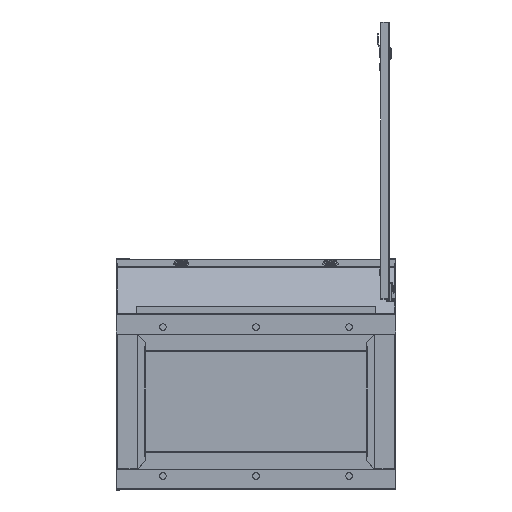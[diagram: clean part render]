
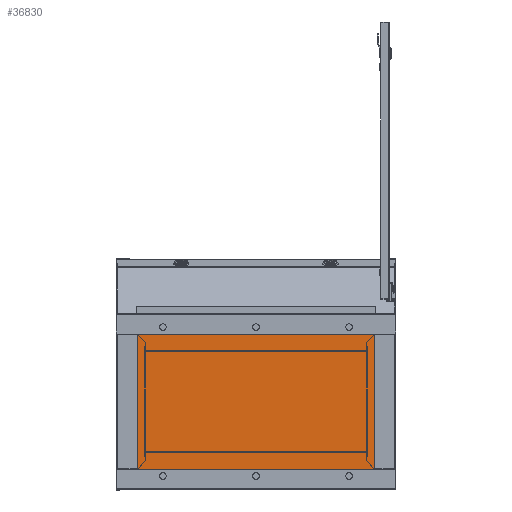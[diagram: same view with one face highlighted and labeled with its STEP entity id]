
A CAD part, front view. The second image highlights one B-rep face of the part: STEP entity #36830.
In plain terms, the highlighted face is planar.
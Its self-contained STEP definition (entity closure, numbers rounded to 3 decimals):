
#44 = DIRECTION ( 'NONE',  ( 0., 0., -1. ) ) ;
#62 = CARTESIAN_POINT ( 'NONE',  ( 27., 58.98, -1. ) ) ;
#123 = VERTEX_POINT ( 'NONE', #32255 ) ;
#470 = EDGE_CURVE ( 'NONE', #56002, #10251, #63211, .T. ) ;
#700 = CARTESIAN_POINT ( 'NONE',  ( 0., 0., -1. ) ) ;
#1363 = VERTEX_POINT ( 'NONE', #14700 ) ;
#1599 = EDGE_CURVE ( 'NONE', #50085, #1363, #53959, .T. ) ;
#1851 = AXIS2_PLACEMENT_3D ( 'NONE', #21006, #50358, #9897 ) ;
#5307 = EDGE_CURVE ( 'NONE', #53325, #21461, #60662, .T. ) ;
#6693 = ORIENTED_EDGE ( 'NONE', *, *, #7453, .F. ) ;
#7048 = CARTESIAN_POINT ( 'NONE',  ( 594., 374., -1. ) ) ;
#7453 = EDGE_CURVE ( 'NONE', #69691, #21243, #12024, .T. ) ;
#8362 = CARTESIAN_POINT ( 'NONE',  ( 0., 0., -1. ) ) ;
#9056 = DIRECTION ( 'NONE',  ( 0., 0., -1. ) ) ;
#9897 = DIRECTION ( 'NONE',  ( -1., 0., 0. ) ) ;
#9954 = VECTOR ( 'NONE', #39426, 1000. ) ;
#10251 = VERTEX_POINT ( 'NONE', #35952 ) ;
#10688 = EDGE_LOOP ( 'NONE', ( #63179, #33225 ) ) ;
#11235 = LINE ( 'NONE', #38660, #9954 ) ;
#12024 = CIRCLE ( 'NONE', #27425, 7. ) ;
#12662 = DIRECTION ( 'NONE',  ( -1., 0., 0. ) ) ;
#12738 = EDGE_CURVE ( 'NONE', #42244, #57991, #11235, .T. ) ;
#13158 = EDGE_CURVE ( 'NONE', #1363, #50085, #55015, .T. ) ;
#13389 = AXIS2_PLACEMENT_3D ( 'NONE', #63565, #27746, #40246 ) ;
#13420 = ORIENTED_EDGE ( 'NONE', *, *, #12738, .F. ) ;
#14404 = ORIENTED_EDGE ( 'NONE', *, *, #1599, .F. ) ;
#14700 = CARTESIAN_POINT ( 'NONE',  ( 20., 315.01, -1. ) ) ;
#14933 = EDGE_CURVE ( 'NONE', #23321, #123, #38889, .T. ) ;
#16758 = FACE_BOUND ( 'NONE', #58791, .T. ) ;
#16943 = CARTESIAN_POINT ( 'NONE',  ( 0., 0., -1. ) ) ;
#16971 = CARTESIAN_POINT ( 'NONE',  ( 0., 374., -1. ) ) ;
#17130 = FACE_OUTER_BOUND ( 'NONE', #19997, .T. ) ;
#17421 = ORIENTED_EDGE ( 'NONE', *, *, #65871, .F. ) ;
#17482 = FACE_BOUND ( 'NONE', #49294, .T. ) ;
#17677 = CARTESIAN_POINT ( 'NONE',  ( 594., 0., -1. ) ) ;
#18213 = CARTESIAN_POINT ( 'NONE',  ( 560., 58.98, -1. ) ) ;
#19385 = VECTOR ( 'NONE', #35826, 1000. ) ;
#19997 = EDGE_LOOP ( 'NONE', ( #66252, #13420, #51786, #54701 ) ) ;
#21006 = CARTESIAN_POINT ( 'NONE',  ( 27., 315.01, -1. ) ) ;
#21243 = VERTEX_POINT ( 'NONE', #21438 ) ;
#21293 = DIRECTION ( 'NONE',  ( 0., 0., -1. ) ) ;
#21422 = EDGE_CURVE ( 'NONE', #10251, #56002, #37079, .T. ) ;
#21438 = CARTESIAN_POINT ( 'NONE',  ( 34., 58.98, -1. ) ) ;
#21461 = VERTEX_POINT ( 'NONE', #46206 ) ;
#22460 = ORIENTED_EDGE ( 'NONE', *, *, #58022, .F. ) ;
#22873 = LINE ( 'NONE', #16943, #65418 ) ;
#23321 = VERTEX_POINT ( 'NONE', #65109 ) ;
#23691 = CARTESIAN_POINT ( 'NONE',  ( 567., 315.01, -1. ) ) ;
#24688 = CARTESIAN_POINT ( 'NONE',  ( 27., 58.98, -1. ) ) ;
#24751 = CIRCLE ( 'NONE', #52064, 7. ) ;
#25420 = DIRECTION ( 'NONE',  ( 1., 0., 0. ) ) ;
#27425 = AXIS2_PLACEMENT_3D ( 'NONE', #62, #34584, #12662 ) ;
#27746 = DIRECTION ( 'NONE',  ( 0., 0., -1. ) ) ;
#28434 = CARTESIAN_POINT ( 'NONE',  ( 567., 58.98, -1. ) ) ;
#28488 = CARTESIAN_POINT ( 'NONE',  ( 34., 315.01, -1. ) ) ;
#31492 = VECTOR ( 'NONE', #25420, 1000. ) ;
#32066 = DIRECTION ( 'NONE',  ( -1., 0., 0. ) ) ;
#32255 = CARTESIAN_POINT ( 'NONE',  ( 574., 315.01, -1. ) ) ;
#33225 = ORIENTED_EDGE ( 'NONE', *, *, #21422, .F. ) ;
#33645 = CIRCLE ( 'NONE', #63373, 7. ) ;
#34584 = DIRECTION ( 'NONE',  ( 0., 0., -1. ) ) ;
#34850 = DIRECTION ( 'NONE',  ( -1., 0., 0. ) ) ;
#35826 = DIRECTION ( 'NONE',  ( 0., 1., 0. ) ) ;
#35952 = CARTESIAN_POINT ( 'NONE',  ( 574., 58.98, -1. ) ) ;
#36746 = ORIENTED_EDGE ( 'NONE', *, *, #13158, .F. ) ;
#36830 = ADVANCED_FACE ( 'NONE', ( #67935, #46447, #17482, #16758, #17130 ), #39378, .T. ) ;
#37079 = CIRCLE ( 'NONE', #13389, 7. ) ;
#38660 = CARTESIAN_POINT ( 'NONE',  ( 0., 374., -1. ) ) ;
#38889 = CIRCLE ( 'NONE', #62559, 7. ) ;
#39173 = DIRECTION ( 'NONE',  ( -1., 0., 0. ) ) ;
#39378 = PLANE ( 'NONE',  #40320 ) ;
#39426 = DIRECTION ( 'NONE',  ( -1., 0., 0. ) ) ;
#40246 = DIRECTION ( 'NONE',  ( -1., 0., 0. ) ) ;
#40320 = AXIS2_PLACEMENT_3D ( 'NONE', #61994, #44, #52344 ) ;
#42244 = VERTEX_POINT ( 'NONE', #7048 ) ;
#44409 = DIRECTION ( 'NONE',  ( 0., -1., 0. ) ) ;
#46206 = CARTESIAN_POINT ( 'NONE',  ( 594., 0., -1. ) ) ;
#46447 = FACE_BOUND ( 'NONE', #10688, .T. ) ;
#46620 = DIRECTION ( 'NONE',  ( 0., 0., -1. ) ) ;
#46694 = AXIS2_PLACEMENT_3D ( 'NONE', #28434, #46620, #39173 ) ;
#47733 = DIRECTION ( 'NONE',  ( -1., 0., 0. ) ) ;
#49139 = CARTESIAN_POINT ( 'NONE',  ( 567., 315.01, -1. ) ) ;
#49294 = EDGE_LOOP ( 'NONE', ( #50134, #17421 ) ) ;
#49744 = DIRECTION ( 'NONE',  ( 0., 0., -1. ) ) ;
#50085 = VERTEX_POINT ( 'NONE', #28488 ) ;
#50134 = ORIENTED_EDGE ( 'NONE', *, *, #14933, .F. ) ;
#50358 = DIRECTION ( 'NONE',  ( 0., 0., -1. ) ) ;
#51786 = ORIENTED_EDGE ( 'NONE', *, *, #55656, .F. ) ;
#52064 = AXIS2_PLACEMENT_3D ( 'NONE', #49139, #21293, #32066 ) ;
#52344 = DIRECTION ( 'NONE',  ( -1., 0., 0. ) ) ;
#52543 = DIRECTION ( 'NONE',  ( 0., 0., -1. ) ) ;
#53325 = VERTEX_POINT ( 'NONE', #700 ) ;
#53959 = CIRCLE ( 'NONE', #1851, 7. ) ;
#54701 = ORIENTED_EDGE ( 'NONE', *, *, #5307, .F. ) ;
#54770 = EDGE_CURVE ( 'NONE', #57991, #53325, #22873, .T. ) ;
#55015 = CIRCLE ( 'NONE', #70387, 7. ) ;
#55511 = EDGE_LOOP ( 'NONE', ( #6693, #22460 ) ) ;
#55656 = EDGE_CURVE ( 'NONE', #21461, #42244, #68463, .T. ) ;
#56002 = VERTEX_POINT ( 'NONE', #18213 ) ;
#56771 = CARTESIAN_POINT ( 'NONE',  ( 27., 315.01, -1. ) ) ;
#57991 = VERTEX_POINT ( 'NONE', #16971 ) ;
#58022 = EDGE_CURVE ( 'NONE', #21243, #69691, #33645, .T. ) ;
#58791 = EDGE_LOOP ( 'NONE', ( #36746, #14404 ) ) ;
#60662 = LINE ( 'NONE', #8362, #31492 ) ;
#61994 = CARTESIAN_POINT ( 'NONE',  ( 0., 0., -1. ) ) ;
#62559 = AXIS2_PLACEMENT_3D ( 'NONE', #23691, #9056, #34850 ) ;
#63179 = ORIENTED_EDGE ( 'NONE', *, *, #470, .F. ) ;
#63211 = CIRCLE ( 'NONE', #46694, 7. ) ;
#63373 = AXIS2_PLACEMENT_3D ( 'NONE', #24688, #52543, #47733 ) ;
#63565 = CARTESIAN_POINT ( 'NONE',  ( 567., 58.98, -1. ) ) ;
#65109 = CARTESIAN_POINT ( 'NONE',  ( 560., 315.01, -1. ) ) ;
#65418 = VECTOR ( 'NONE', #44409, 1000. ) ;
#65648 = CARTESIAN_POINT ( 'NONE',  ( 20., 58.98, -1. ) ) ;
#65871 = EDGE_CURVE ( 'NONE', #123, #23321, #24751, .T. ) ;
#66252 = ORIENTED_EDGE ( 'NONE', *, *, #54770, .F. ) ;
#67935 = FACE_BOUND ( 'NONE', #55511, .T. ) ;
#68463 = LINE ( 'NONE', #17677, #19385 ) ;
#69691 = VERTEX_POINT ( 'NONE', #65648 ) ;
#70387 = AXIS2_PLACEMENT_3D ( 'NONE', #56771, #49744, #73035 ) ;
#73035 = DIRECTION ( 'NONE',  ( -1., 0., 0. ) ) ;
